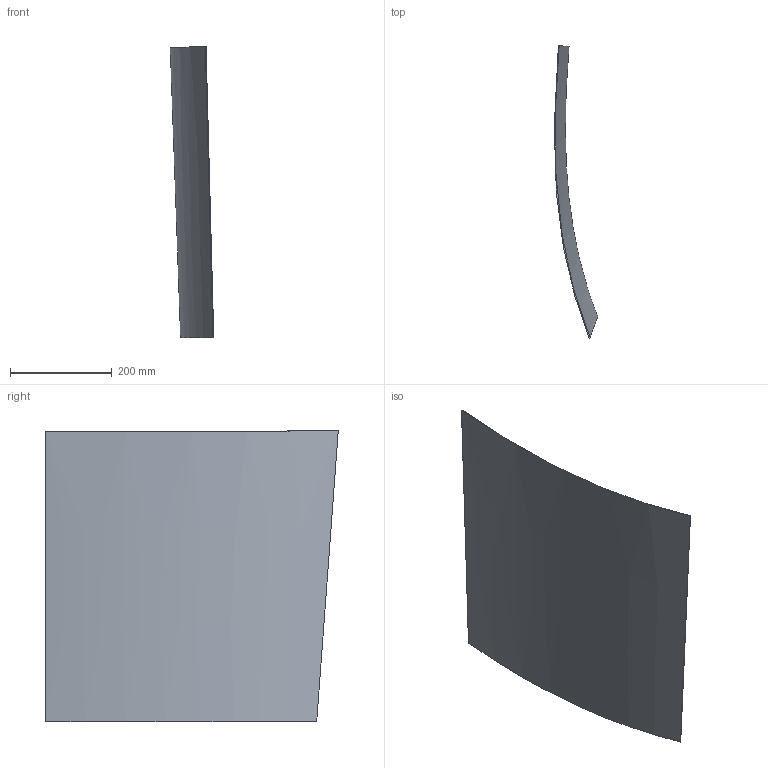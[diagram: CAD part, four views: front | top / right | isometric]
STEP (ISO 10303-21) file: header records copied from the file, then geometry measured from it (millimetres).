
FILE_DESCRIPTION (( 'STEP AP214' ), '1' );
FILE_NAME ('LIP R EXT Skin.STEP', '2021-09-09T18:53:57', ( '' ), ( '' ), 'SwSTEP 2.0', 'SolidWorks 2019', '' );
FILE_SCHEMA (( 'AUTOMOTIVE_DESIGN' ));
Length unit declared in the file: inch
Products named in the file (1): LIP R EXT Skin
Bounding box: 85.71 x 576.31 x 573.55 mm (x, y, z)
Volume: 491171.5 mm3; surface area: 647733.5 mm2
Topology: 1 solids, 1 shells, 6 faces, 12 edges, 8 vertices
Faces by surface type: bspline 4, plane 2
Entity records: 403 total; most frequent: CARTESIAN_POINT 262, ORIENTED_EDGE 24, EDGE_CURVE 12, DIRECTION 10, B_SPLINE_CURVE_WITH_KNOTS 8, VERTEX_POINT 8, FACE_OUTER_BOUND 6, EDGE_LOOP 6
